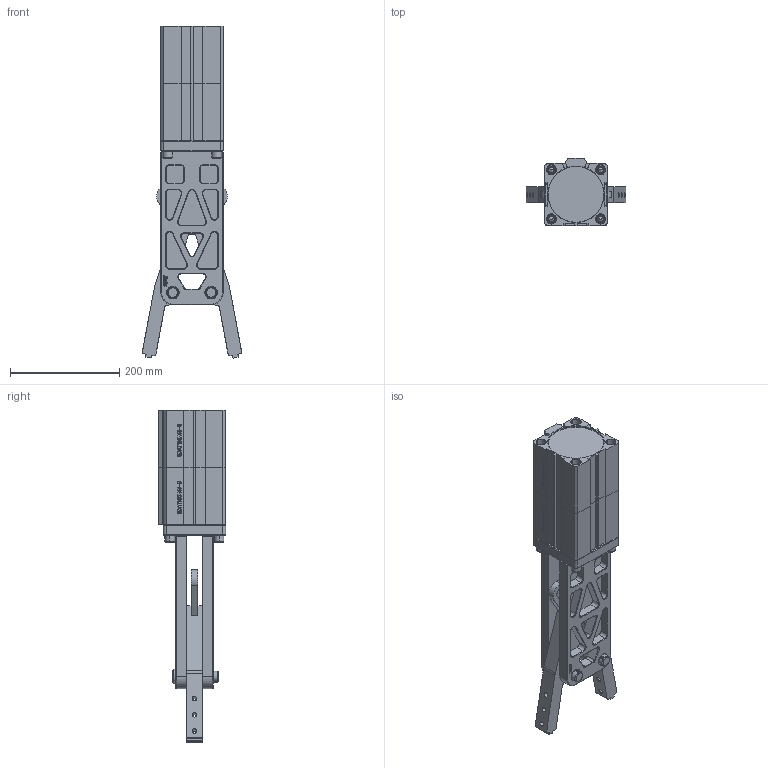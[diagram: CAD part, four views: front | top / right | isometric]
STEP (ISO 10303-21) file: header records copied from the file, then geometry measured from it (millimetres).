
FILE_DESCRIPTION (( 'STEP AP203' ), '1' );
FILE_NAME ('FY12H-D100X2.STEP', '2022-07-24T09:02:27', ( 'User' ), ( 'Microsoft' ), 'SwSTEP 2.0', 'SolidWorks 2015', '' );
FILE_SCHEMA (( 'CONFIG_CONTROL_DESIGN' ));
Products named in the file (1): FY12H-D100X2
Bounding box: 182.56 x 123 x 607.13 mm (x, y, z)
Surface area: 448094.3 mm2 (no closed solid volume)
Topology: 0 solids, 72 shells, 908 faces, 4489 edges, 3621 vertices
Faces by surface type: plane 548, cone 152, cylinder 148, bspline 52, torus 8
Entity records: 62056 total; most frequent: CARTESIAN_POINT 29309, ORIENTED_EDGE 6180, DIRECTION 5605, EDGE_CURVE 4481, VERTEX_POINT 3621, VECTOR 2549, LINE 2549, AXIS2_PLACEMENT_3D 1528
